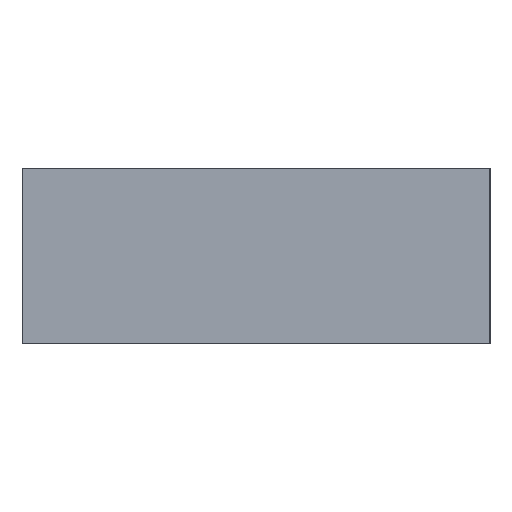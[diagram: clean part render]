
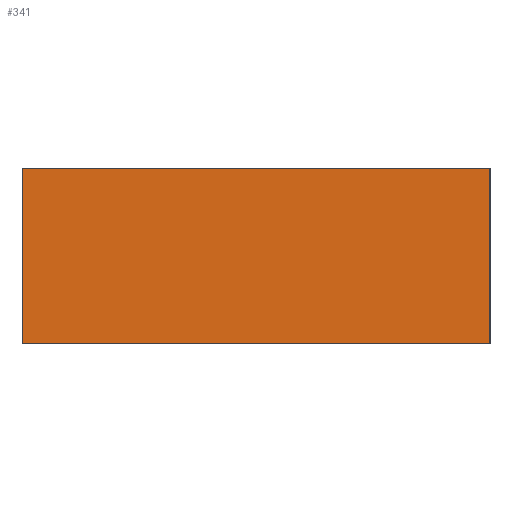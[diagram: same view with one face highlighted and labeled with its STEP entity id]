
A CAD part, left-side view. The second image highlights one B-rep face of the part: STEP entity #341.
In plain terms, the highlighted planar face has unit normal (-1, 0, 0).
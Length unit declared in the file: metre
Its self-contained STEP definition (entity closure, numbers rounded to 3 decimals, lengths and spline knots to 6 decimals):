
#21=LINE('',#506,#61);
#23=LINE('',#510,#63);
#35=LINE('',#534,#75);
#36=LINE('',#536,#76);
#61=VECTOR('',#408,1.);
#63=VECTOR('',#412,1.);
#75=VECTOR('',#426,1.);
#76=VECTOR('',#429,1.);
#120=ORIENTED_EDGE('',*,*,#214,.T.);
#121=ORIENTED_EDGE('',*,*,#201,.F.);
#122=ORIENTED_EDGE('',*,*,#199,.F.);
#123=ORIENTED_EDGE('',*,*,#213,.T.);
#199=EDGE_CURVE('',#247,#244,#21,.T.);
#201=EDGE_CURVE('',#244,#249,#23,.T.);
#213=EDGE_CURVE('',#247,#259,#35,.T.);
#214=EDGE_CURVE('',#259,#249,#36,.T.);
#244=VERTEX_POINT('',#500);
#247=VERTEX_POINT('',#505);
#249=VERTEX_POINT('',#511);
#259=VERTEX_POINT('',#533);
#284=EDGE_LOOP('',(#120,#121,#122,#123));
#306=FACE_BOUND('',#284,.T.);
#327=PLANE('',#374);
#341=ADVANCED_FACE('',(#306),#327,.F.);
#374=AXIS2_PLACEMENT_3D('',#535,#427,#428);
#408=DIRECTION('',(0.,-1.,0.));
#412=DIRECTION('',(0.,0.,-1.));
#426=DIRECTION('',(0.,0.,-1.));
#427=DIRECTION('',(1.,0.,0.));
#428=DIRECTION('',(0.,0.,-1.));
#429=DIRECTION('',(0.,-1.,0.));
#500=CARTESIAN_POINT('',(-0.013639,-0.012459,0.00381));
#505=CARTESIAN_POINT('',(-0.013639,-0.002299,0.00381));
#506=CARTESIAN_POINT('',(-0.013639,-0.007379,0.00381));
#510=CARTESIAN_POINT('',(-0.013639,-0.012459,0.00381));
#511=CARTESIAN_POINT('',(-0.013639,-0.012459,0.));
#533=CARTESIAN_POINT('',(-0.013639,-0.002299,0.));
#534=CARTESIAN_POINT('',(-0.013639,-0.002299,0.00381));
#535=CARTESIAN_POINT('',(-0.013639,-0.007379,0.00381));
#536=CARTESIAN_POINT('',(-0.013639,-0.007379,0.));
